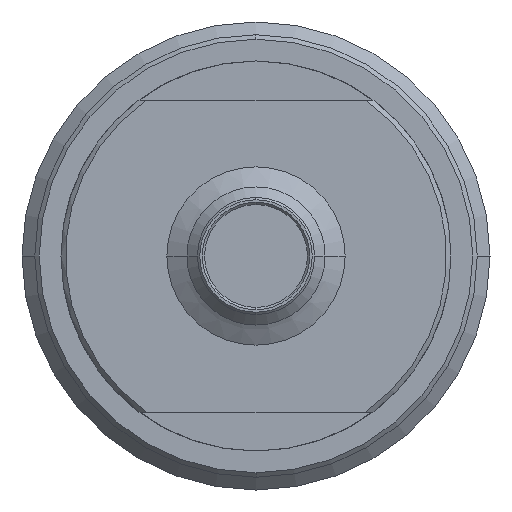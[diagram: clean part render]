
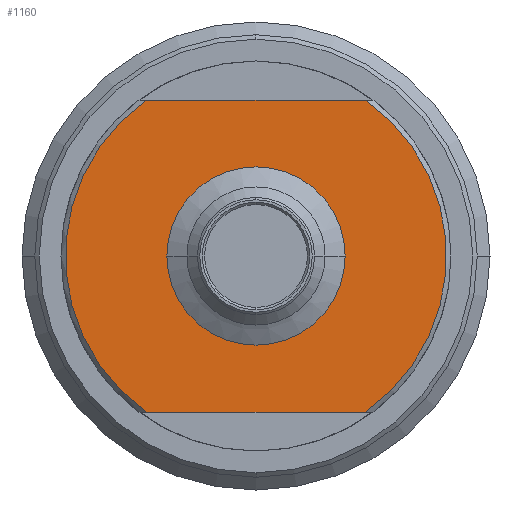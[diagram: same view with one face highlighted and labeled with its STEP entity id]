
A CAD part, left-side view. The second image highlights one B-rep face of the part: STEP entity #1160.
In plain terms, the highlighted planar face has unit normal (-1, 0, 0).
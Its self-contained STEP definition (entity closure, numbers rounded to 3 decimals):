
#13 = DIRECTION ( 'NONE',  ( 0., 0., 1. ) ) ;
#33 = AXIS2_PLACEMENT_3D ( 'NONE', #2022, #101, #1222 ) ;
#36 = AXIS2_PLACEMENT_3D ( 'NONE', #575, #1707, #589 ) ;
#79 = CARTESIAN_POINT ( 'NONE',  ( 8.6, -4.909, -7. ) ) ;
#90 = ORIENTED_EDGE ( 'NONE', *, *, #1578, .T. ) ;
#97 = VERTEX_POINT ( 'NONE', #79 ) ;
#101 = DIRECTION ( 'NONE',  ( -1., 0., 0. ) ) ;
#192 = FACE_OUTER_BOUND ( 'NONE', #1627, .T. ) ;
#198 = DIRECTION ( 'NONE',  ( 0., 1., 0. ) ) ;
#417 = VERTEX_POINT ( 'NONE', #1518 ) ;
#468 = AXIS2_PLACEMENT_3D ( 'NONE', #1635, #1322, #13 ) ;
#469 = VERTEX_POINT ( 'NONE', #1987 ) ;
#497 = CIRCLE ( 'NONE', #1678, 4. ) ;
#512 = DIRECTION ( 'NONE',  ( 0., 1., 0. ) ) ;
#534 = CARTESIAN_POINT ( 'NONE',  ( 8.6, 0., 0. ) ) ;
#549 = AXIS2_PLACEMENT_3D ( 'NONE', #534, #1474, #512 ) ;
#575 = CARTESIAN_POINT ( 'NONE',  ( 8.6, 0., 0. ) ) ;
#589 = DIRECTION ( 'NONE',  ( 0., 0.574, 0.819 ) ) ;
#653 = EDGE_CURVE ( 'NONE', #1335, #2045, #497, .T. ) ;
#874 = LINE ( 'NONE', #1670, #1513 ) ;
#887 = DIRECTION ( 'NONE',  ( 1., 0., 0. ) ) ;
#920 = EDGE_CURVE ( 'NONE', #97, #1628, #1239, .T. ) ;
#932 = EDGE_CURVE ( 'NONE', #469, #1628, #874, .T. ) ;
#1029 = CARTESIAN_POINT ( 'NONE',  ( 8.6, 4., 0. ) ) ;
#1160 = ADVANCED_FACE ( 'NONE', ( #1161, #192 ), #1624, .T. ) ;
#1161 = FACE_BOUND ( 'NONE', #1176, .T. ) ;
#1176 = EDGE_LOOP ( 'NONE', ( #1210, #1791 ) ) ;
#1210 = ORIENTED_EDGE ( 'NONE', *, *, #653, .T. ) ;
#1222 = DIRECTION ( 'NONE',  ( 0., -0.574, -0.819 ) ) ;
#1225 = DIRECTION ( 'NONE',  ( 0., 1., 0. ) ) ;
#1239 = CIRCLE ( 'NONE', #33, 8.55 ) ;
#1322 = DIRECTION ( 'NONE',  ( -1., 0., 0. ) ) ;
#1335 = VERTEX_POINT ( 'NONE', #1029 ) ;
#1384 = CARTESIAN_POINT ( 'NONE',  ( 8.6, -4.909, 7. ) ) ;
#1425 = ORIENTED_EDGE ( 'NONE', *, *, #1498, .F. ) ;
#1474 = DIRECTION ( 'NONE',  ( 1., 0., 0. ) ) ;
#1488 = CIRCLE ( 'NONE', #549, 4. ) ;
#1498 = EDGE_CURVE ( 'NONE', #97, #417, #1960, .T. ) ;
#1513 = VECTOR ( 'NONE', #2005, 1000. ) ;
#1518 = CARTESIAN_POINT ( 'NONE',  ( 8.6, 4.909, -7. ) ) ;
#1578 = EDGE_CURVE ( 'NONE', #469, #417, #1852, .T. ) ;
#1624 = PLANE ( 'NONE',  #468 ) ;
#1627 = EDGE_LOOP ( 'NONE', ( #1963, #2039, #90, #1425 ) ) ;
#1628 = VERTEX_POINT ( 'NONE', #1384 ) ;
#1635 = CARTESIAN_POINT ( 'NONE',  ( 8.6, 0., 0. ) ) ;
#1670 = CARTESIAN_POINT ( 'NONE',  ( 8.6, 4.909, 7. ) ) ;
#1678 = AXIS2_PLACEMENT_3D ( 'NONE', #1737, #887, #1225 ) ;
#1707 = DIRECTION ( 'NONE',  ( -1., 0., 0. ) ) ;
#1737 = CARTESIAN_POINT ( 'NONE',  ( 8.6, 0., 0. ) ) ;
#1791 = ORIENTED_EDGE ( 'NONE', *, *, #2008, .T. ) ;
#1803 = CARTESIAN_POINT ( 'NONE',  ( 8.6, -4., 0. ) ) ;
#1824 = CARTESIAN_POINT ( 'NONE',  ( 8.6, -4.909, -7. ) ) ;
#1852 = CIRCLE ( 'NONE', #36, 8.55 ) ;
#1912 = VECTOR ( 'NONE', #198, 1000. ) ;
#1960 = LINE ( 'NONE', #1824, #1912 ) ;
#1963 = ORIENTED_EDGE ( 'NONE', *, *, #920, .T. ) ;
#1987 = CARTESIAN_POINT ( 'NONE',  ( 8.6, 4.909, 7. ) ) ;
#2005 = DIRECTION ( 'NONE',  ( 0., -1., 0. ) ) ;
#2008 = EDGE_CURVE ( 'NONE', #2045, #1335, #1488, .T. ) ;
#2022 = CARTESIAN_POINT ( 'NONE',  ( 8.6, 0., 0. ) ) ;
#2039 = ORIENTED_EDGE ( 'NONE', *, *, #932, .F. ) ;
#2045 = VERTEX_POINT ( 'NONE', #1803 ) ;
